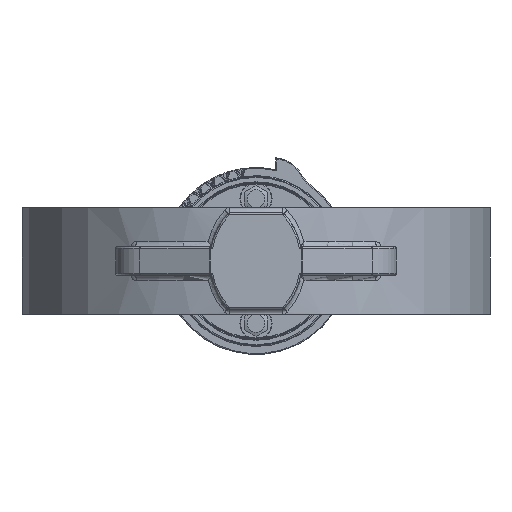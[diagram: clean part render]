
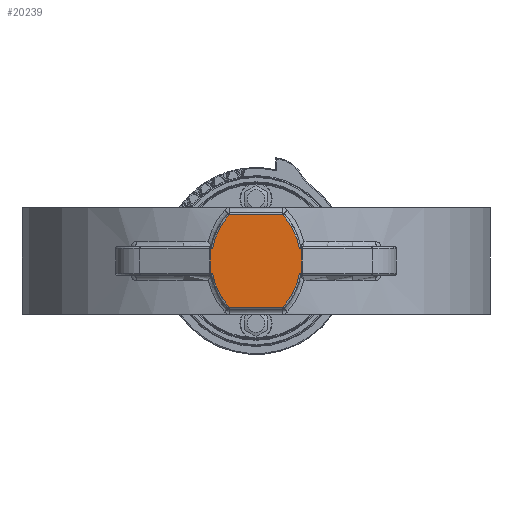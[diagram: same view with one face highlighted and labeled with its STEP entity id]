
A CAD part, front view. The second image highlights one B-rep face of the part: STEP entity #20239.
In plain terms, the highlighted planar face has unit normal (0, -1, 0).
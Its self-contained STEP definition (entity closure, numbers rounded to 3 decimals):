
#340=PLANE('',#21813);
#1543=LINE('',#32439,#2660);
#1544=LINE('',#32441,#2661);
#1545=LINE('',#32445,#2662);
#1546=LINE('',#32449,#2663);
#1547=LINE('',#32451,#2664);
#1548=LINE('',#32453,#2665);
#1549=LINE('',#32457,#2666);
#1550=LINE('',#32460,#2667);
#2660=VECTOR('',#24837,14.);
#2661=VECTOR('',#24838,1.43);
#2662=VECTOR('',#24841,30.113);
#2663=VECTOR('',#24844,1.43);
#2664=VECTOR('',#24845,14.);
#2665=VECTOR('',#24846,1.43);
#2666=VECTOR('',#24849,30.113);
#2667=VECTOR('',#24852,1.43);
#4547=FACE_OUTER_BOUND('',#6050,.T.);
#6050=EDGE_LOOP('',(#14259,#14260,#14261,#14262,#14263,#14264,#14265,#14266,
#14267,#14268,#14269,#14270));
#7722=CIRCLE('',#21814,38.964);
#7723=CIRCLE('',#21815,38.964);
#7724=CIRCLE('',#21816,38.964);
#7725=CIRCLE('',#21817,38.964);
#9234=VERTEX_POINT('',#32437);
#9235=VERTEX_POINT('',#32438);
#9236=VERTEX_POINT('',#32440);
#9237=VERTEX_POINT('',#32442);
#9238=VERTEX_POINT('',#32444);
#9239=VERTEX_POINT('',#32446);
#9240=VERTEX_POINT('',#32448);
#9241=VERTEX_POINT('',#32450);
#9242=VERTEX_POINT('',#32452);
#9243=VERTEX_POINT('',#32454);
#9244=VERTEX_POINT('',#32456);
#9245=VERTEX_POINT('',#32458);
#11118=EDGE_CURVE('',#9234,#9235,#1543,.T.);
#11119=EDGE_CURVE('',#9235,#9236,#1544,.T.);
#11120=EDGE_CURVE('',#9236,#9237,#7722,.T.);
#11121=EDGE_CURVE('',#9237,#9238,#1545,.T.);
#11122=EDGE_CURVE('',#9238,#9239,#7723,.T.);
#11123=EDGE_CURVE('',#9239,#9240,#1546,.T.);
#11124=EDGE_CURVE('',#9240,#9241,#1547,.T.);
#11125=EDGE_CURVE('',#9241,#9242,#1548,.T.);
#11126=EDGE_CURVE('',#9242,#9243,#7724,.T.);
#11127=EDGE_CURVE('',#9243,#9244,#1549,.T.);
#11128=EDGE_CURVE('',#9244,#9245,#7725,.T.);
#11129=EDGE_CURVE('',#9245,#9234,#1550,.T.);
#14259=ORIENTED_EDGE('',*,*,#11118,.T.);
#14260=ORIENTED_EDGE('',*,*,#11119,.T.);
#14261=ORIENTED_EDGE('',*,*,#11120,.T.);
#14262=ORIENTED_EDGE('',*,*,#11121,.T.);
#14263=ORIENTED_EDGE('',*,*,#11122,.T.);
#14264=ORIENTED_EDGE('',*,*,#11123,.T.);
#14265=ORIENTED_EDGE('',*,*,#11124,.T.);
#14266=ORIENTED_EDGE('',*,*,#11125,.T.);
#14267=ORIENTED_EDGE('',*,*,#11126,.T.);
#14268=ORIENTED_EDGE('',*,*,#11127,.T.);
#14269=ORIENTED_EDGE('',*,*,#11128,.T.);
#14270=ORIENTED_EDGE('',*,*,#11129,.T.);
#20239=ADVANCED_FACE('',(#4547),#340,.F.);
#21813=AXIS2_PLACEMENT_3D('',#32436,#24835,#24836);
#21814=AXIS2_PLACEMENT_3D('',#32443,#24839,#24840);
#21815=AXIS2_PLACEMENT_3D('',#32447,#24842,#24843);
#21816=AXIS2_PLACEMENT_3D('',#32455,#24847,#24848);
#21817=AXIS2_PLACEMENT_3D('',#32459,#24850,#24851);
#24835=DIRECTION('center_axis',(0.,1.,0.));
#24836=DIRECTION('ref_axis',(0.,0.,1.));
#24837=DIRECTION('',(0.,0.,1.));
#24838=DIRECTION('',(-1.,0.,0.));
#24839=DIRECTION('center_axis',(0.,-1.,0.));
#24840=DIRECTION('ref_axis',(0.,0.,1.));
#24841=DIRECTION('',(-1.,0.,0.));
#24842=DIRECTION('center_axis',(0.,-1.,0.));
#24843=DIRECTION('ref_axis',(0.,0.,1.));
#24844=DIRECTION('',(-1.,0.,0.));
#24845=DIRECTION('',(0.,0.,-1.));
#24846=DIRECTION('',(1.,0.,0.));
#24847=DIRECTION('center_axis',(0.,-1.,0.));
#24848=DIRECTION('ref_axis',(0.,0.,1.));
#24849=DIRECTION('',(1.,0.,0.));
#24850=DIRECTION('center_axis',(0.,-1.,0.));
#24851=DIRECTION('ref_axis',(0.,0.,1.));
#24852=DIRECTION('',(1.,0.,0.));
#32436=CARTESIAN_POINT('Origin',(28.046,-232.408,417.5));
#32437=CARTESIAN_POINT('',(39.878,-232.408,410.5));
#32438=CARTESIAN_POINT('',(39.878,-232.408,424.5));
#32439=CARTESIAN_POINT('',(39.878,-232.408,424.5));
#32440=CARTESIAN_POINT('',(38.448,-232.408,424.5));
#32441=CARTESIAN_POINT('',(39.331,-232.408,424.5));
#32442=CARTESIAN_POINT('',(29.139,-232.408,443.5));
#32443=CARTESIAN_POINT('Origin',(0.118,-232.408,417.5));
#32444=CARTESIAN_POINT('',(-0.975,-232.408,443.5));
#32445=CARTESIAN_POINT('',(28.046,-232.408,443.5));
#32446=CARTESIAN_POINT('',(-10.284,-232.408,424.5));
#32447=CARTESIAN_POINT('Origin',(28.046,-232.408,417.5));
#32448=CARTESIAN_POINT('',(-11.714,-232.408,424.5));
#32449=CARTESIAN_POINT('',(-11.918,-232.408,424.5));
#32450=CARTESIAN_POINT('',(-11.714,-232.408,410.5));
#32451=CARTESIAN_POINT('',(-11.714,-232.408,417.5));
#32452=CARTESIAN_POINT('',(-10.284,-232.408,410.5));
#32453=CARTESIAN_POINT('',(28.046,-232.408,410.5));
#32454=CARTESIAN_POINT('',(-0.975,-232.408,391.5));
#32455=CARTESIAN_POINT('Origin',(28.046,-232.408,417.5));
#32456=CARTESIAN_POINT('',(29.139,-232.408,391.5));
#32457=CARTESIAN_POINT('',(28.046,-232.408,391.5));
#32458=CARTESIAN_POINT('',(38.448,-232.408,410.5));
#32459=CARTESIAN_POINT('Origin',(0.118,-232.408,417.5));
#32460=CARTESIAN_POINT('',(28.046,-232.408,410.5));
